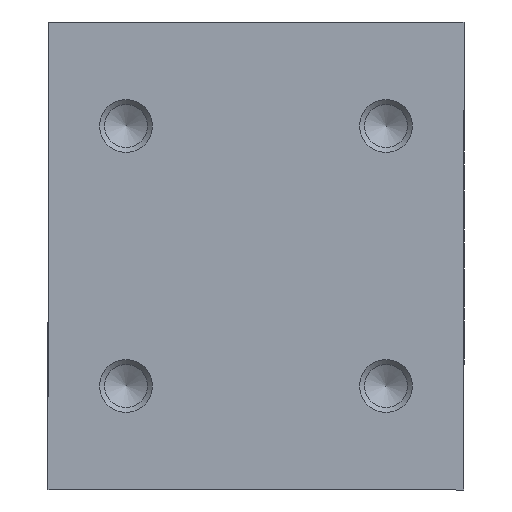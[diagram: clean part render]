
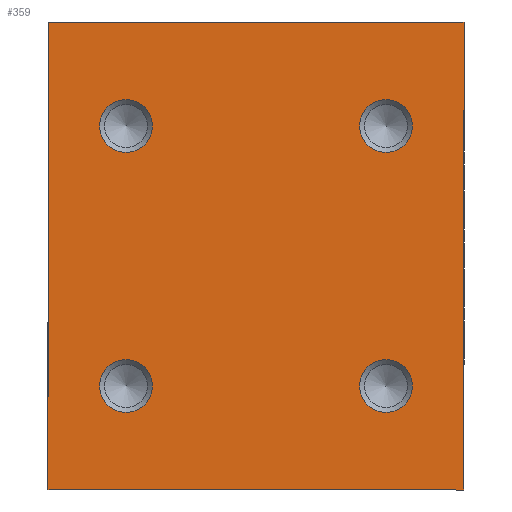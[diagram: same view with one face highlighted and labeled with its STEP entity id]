
A CAD part, left-side view. The second image highlights one B-rep face of the part: STEP entity #359.
In plain terms, the highlighted planar face has unit normal (-1, 0, 0).
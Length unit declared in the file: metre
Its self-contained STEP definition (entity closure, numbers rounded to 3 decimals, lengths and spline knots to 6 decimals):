
#359=ADVANCED_FACE('NONE',(#952,#953,#954,#955,#956),#957,.F.);
#952=FACE_OUTER_BOUND('',#1819,.T.);
#953=FACE_BOUND('',#1820,.T.);
#954=FACE_BOUND('',#1821,.T.);
#955=FACE_BOUND('',#1822,.T.);
#956=FACE_BOUND('',#1823,.T.);
#957=PLANE('',#1824);
#1819=EDGE_LOOP('',(#3079,#3080,#3081,#3082));
#1820=EDGE_LOOP('',(#3083));
#1821=EDGE_LOOP('',(#3084));
#1822=EDGE_LOOP('',(#3085));
#1823=EDGE_LOOP('',(#3086));
#1824=AXIS2_PLACEMENT_3D('',#3087,#3088,#3089);
#3079=ORIENTED_EDGE('',*,*,#5537,.T.);
#3080=ORIENTED_EDGE('',*,*,#5538,.F.);
#3081=ORIENTED_EDGE('',*,*,#5539,.F.);
#3082=ORIENTED_EDGE('',*,*,#5540,.T.);
#3083=ORIENTED_EDGE('',*,*,#5541,.F.);
#3084=ORIENTED_EDGE('',*,*,#5542,.F.);
#3085=ORIENTED_EDGE('',*,*,#5543,.F.);
#3086=ORIENTED_EDGE('',*,*,#5544,.F.);
#3087=CARTESIAN_POINT('',(-0.0325,-0.016002,0.035982));
#3088=DIRECTION('',(1.0,0.,0.));
#3089=DIRECTION('',(0.,0.,1.0));
#5537=EDGE_CURVE('NONE',#6528,#6529,#6530,.T.);
#5538=EDGE_CURVE('NONE',#6531,#6529,#6532,.T.);
#5539=EDGE_CURVE('NONE',#6533,#6531,#6534,.T.);
#5540=EDGE_CURVE('NONE',#6533,#6528,#6535,.T.);
#5541=EDGE_CURVE('NONE',#6536,#6536,#6537,.T.);
#5542=EDGE_CURVE('NONE',#6538,#6538,#6539,.T.);
#5543=EDGE_CURVE('NONE',#6540,#6540,#6541,.T.);
#5544=EDGE_CURVE('NONE',#6542,#6542,#6543,.T.);
#6528=VERTEX_POINT('NONE',#7969);
#6529=VERTEX_POINT('NONE',#7970);
#6530=LINE('',#7971,#7972);
#6531=VERTEX_POINT('NONE',#7973);
#6532=LINE('',#7974,#7975);
#6533=VERTEX_POINT('NONE',#7976);
#6534=LINE('',#7977,#7978);
#6535=LINE('',#7979,#7980);
#6536=VERTEX_POINT('',#7981);
#6537=CIRCLE('',#7982,0.002025);
#6538=VERTEX_POINT('',#7983);
#6539=CIRCLE('',#7984,0.002025);
#6540=VERTEX_POINT('',#7985);
#6541=CIRCLE('',#7986,0.002025);
#6542=VERTEX_POINT('',#7987);
#6543=CIRCLE('',#7988,0.002025);
#7969=CARTESIAN_POINT('',(-0.0325,0.015998,0.035982));
#7970=CARTESIAN_POINT('',(-0.0325,0.015998,-0.000018));
#7971=CARTESIAN_POINT('',(-0.0325,0.015998,0.035982));
#7972=VECTOR('',#10080,1.0);
#7973=CARTESIAN_POINT('',(-0.0325,-0.016002,-0.000018));
#7974=CARTESIAN_POINT('',(-0.0325,-0.016002,-0.000018));
#7975=VECTOR('',#10081,1.0);
#7976=CARTESIAN_POINT('',(-0.0325,-0.016002,0.035982));
#7977=CARTESIAN_POINT('',(-0.0325,-0.016002,0.035982));
#7978=VECTOR('',#10082,1.0);
#7979=CARTESIAN_POINT('',(-0.0325,-0.016002,0.035982));
#7980=VECTOR('',#10083,1.0);
#7981=CARTESIAN_POINT('',(-0.0325,0.007973,0.027982));
#7982=AXIS2_PLACEMENT_3D('',#10084,#10085,#10086);
#7983=CARTESIAN_POINT('',(-0.0325,-0.012027,0.027982));
#7984=AXIS2_PLACEMENT_3D('',#10087,#10088,#10089);
#7985=CARTESIAN_POINT('',(-0.0325,0.007973,0.007982));
#7986=AXIS2_PLACEMENT_3D('',#10090,#10091,#10092);
#7987=CARTESIAN_POINT('',(-0.0325,-0.012027,0.007982));
#7988=AXIS2_PLACEMENT_3D('',#10093,#10094,#10095);
#10080=DIRECTION('',(0.,0.,-1.0));
#10081=DIRECTION('',(-0.0,1.0,0.));
#10082=DIRECTION('',(0.,0.,-1.0));
#10083=DIRECTION('',(-0.0,1.0,0.));
#10084=CARTESIAN_POINT('',(-0.0325,0.009998,0.027982));
#10085=DIRECTION('',(-1.0,-0.0,0.0));
#10086=DIRECTION('',(0.0,-1.0,0.));
#10087=CARTESIAN_POINT('',(-0.0325,-0.010002,0.027982));
#10088=DIRECTION('',(-1.0,-0.0,0.0));
#10089=DIRECTION('',(0.0,-1.0,0.));
#10090=CARTESIAN_POINT('',(-0.0325,0.009998,0.007982));
#10091=DIRECTION('',(-1.0,-0.0,0.0));
#10092=DIRECTION('',(0.0,-1.0,0.));
#10093=CARTESIAN_POINT('',(-0.0325,-0.010002,0.007982));
#10094=DIRECTION('',(-1.0,-0.0,0.0));
#10095=DIRECTION('',(0.0,-1.0,0.));
